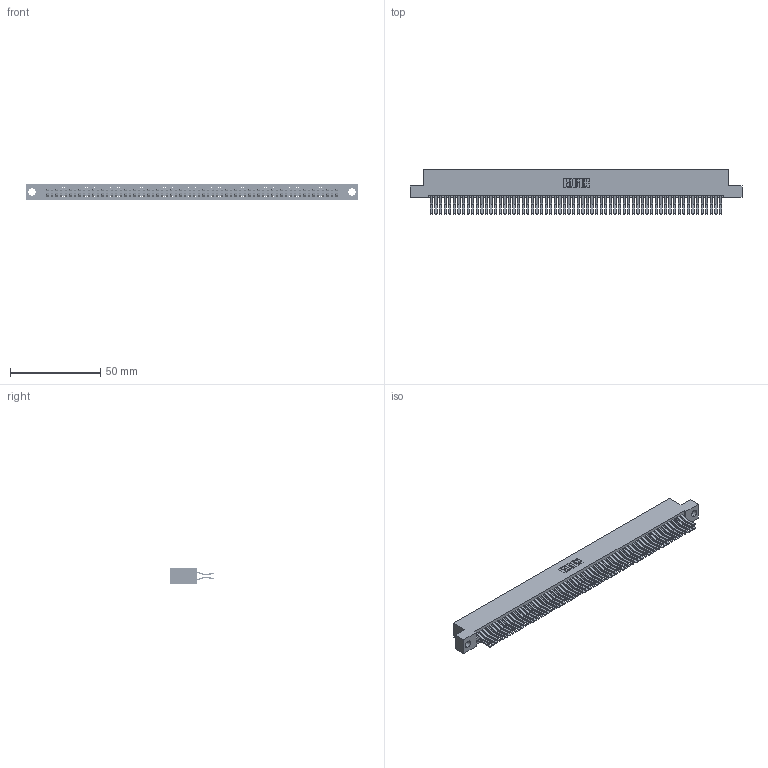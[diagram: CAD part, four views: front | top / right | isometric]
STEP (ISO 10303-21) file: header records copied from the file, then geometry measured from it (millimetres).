
FILE_DESCRIPTION (( 'STEP AP203' ), '1' );
FILE_NAME ('345-128-560-204.STEP', '2021-05-25T20:16:07', ( '' ), ( '' ), 'SwSTEP 2.0', 'SolidWorks 2020', '' );
FILE_SCHEMA (( 'CONFIG_CONTROL_DESIGN' ));
Length unit declared in the file: inch
Products named in the file (3): 345-292-001_560 Tail; 345 Part_Flush Mounting Lugs - 0.156 Dia-TI; 345-128-560-204
Assembly tree (129 placements, depth 2):
  345-128-560-204
    345 Part_Flush Mounting Lugs - 0.156 Dia-TI
    345-292-001_560 Tail  x128
Bounding box: 183.77 x 24.45 x 9.4 mm (x, y, z)
Volume: 18788.8 mm3; surface area: 30208.4 mm2
Topology: 129 solids, 129 shells, 6796 faces, 20217 edges, 13306 vertices
Faces by surface type: plane 4318, cylinder 2478
Entity records: 47761 total; most frequent: CARTESIAN_POINT 7990, ORIENTED_EDGE 7922, DIRECTION 7021, EDGE_CURVE 3961, LINE 3569, VECTOR 3569, VERTEX_POINT 2638, AXIS2_PLACEMENT_3D 1726
